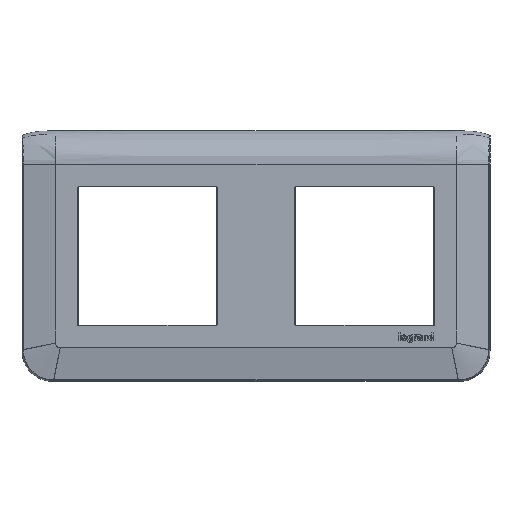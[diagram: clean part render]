
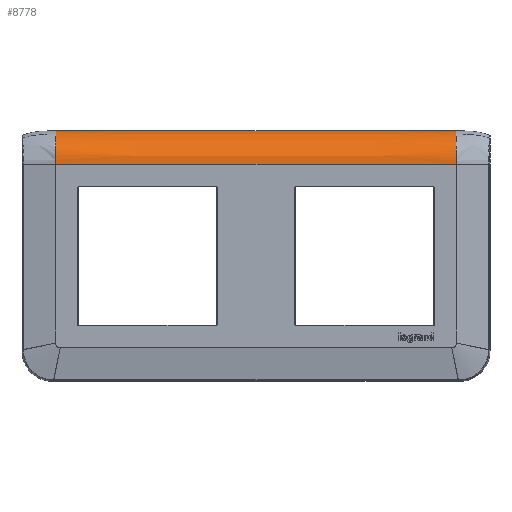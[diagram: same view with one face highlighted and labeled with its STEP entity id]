
A CAD part, top view. The second image highlights one B-rep face of the part: STEP entity #8778.
In plain terms, the highlighted face is a extrusion surface.
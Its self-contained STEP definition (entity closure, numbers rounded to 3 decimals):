
#2296=CARTESIAN_POINT('Line Origine',(35.5,30.,8.5)) ;
#2300=CARTESIAN_POINT('Vertex',(-29.983,30.,8.5)) ;
#2302=CARTESIAN_POINT('Vertex',(100.983,30.,8.5)) ;
#5172=CARTESIAN_POINT('Vertex',(-30.,41.,0.)) ;
#5175=CARTESIAN_POINT('Line Origine',(35.5,41.,0.)) ;
#5179=CARTESIAN_POINT('Vertex',(101.,41.,0.)) ;
#7067=CARTESIAN_POINT('Vertex',(101.,39.833,2.755)) ;
#8183=CARTESIAN_POINT('Control Point',(101.,39.834,2.755)) ;
#8184=CARTESIAN_POINT('Control Point',(101.,40.135,2.234)) ;
#8185=CARTESIAN_POINT('Control Point',(101.,40.406,1.696)) ;
#8186=CARTESIAN_POINT('Control Point',(101.,40.645,1.143)) ;
#8187=CARTESIAN_POINT('Control Point',(101.,40.845,0.578)) ;
#8188=CARTESIAN_POINT('Control Point',(101.,41.,0.)) ;
#8308=CARTESIAN_POINT('Control Point',(101.,39.834,2.756)) ;
#8309=CARTESIAN_POINT('Control Point',(100.999,39.463,3.392)) ;
#8310=CARTESIAN_POINT('Control Point',(100.998,39.05,4.014)) ;
#8311=CARTESIAN_POINT('Control Point',(100.998,38.589,4.608)) ;
#8312=CARTESIAN_POINT('Control Point',(100.996,37.939,5.342)) ;
#8313=CARTESIAN_POINT('Control Point',(100.994,37.236,5.998)) ;
#8314=CARTESIAN_POINT('Control Point',(100.994,37.054,6.159)) ;
#8315=CARTESIAN_POINT('Control Point',(100.991,36.319,6.777)) ;
#8316=CARTESIAN_POINT('Control Point',(100.989,35.53,7.305)) ;
#8317=CARTESIAN_POINT('Control Point',(100.987,34.911,7.641)) ;
#8318=CARTESIAN_POINT('Control Point',(100.985,33.831,8.089)) ;
#8319=CARTESIAN_POINT('Control Point',(100.984,32.695,8.343)) ;
#8320=CARTESIAN_POINT('Control Point',(100.983,32.226,8.414)) ;
#8321=CARTESIAN_POINT('Control Point',(100.983,31.502,8.477)) ;
#8322=CARTESIAN_POINT('Control Point',(100.983,30.771,8.497)) ;
#8323=CARTESIAN_POINT('Control Point',(100.983,30.515,8.501)) ;
#8324=CARTESIAN_POINT('Control Point',(100.983,30.258,8.501)) ;
#8325=CARTESIAN_POINT('Control Point',(100.983,30.,8.5)) ;
#8736=CARTESIAN_POINT('Control Point',(35.5,30.,8.5)) ;
#8737=CARTESIAN_POINT('Control Point',(35.5,32.78,8.5)) ;
#8738=CARTESIAN_POINT('Control Point',(35.5,35.561,8.5)) ;
#8739=CARTESIAN_POINT('Control Point',(35.5,38.467,5.519)) ;
#8740=CARTESIAN_POINT('Control Point',(35.5,40.28,2.686)) ;
#8741=CARTESIAN_POINT('Control Point',(35.5,41.,0.)) ;
#8746=CARTESIAN_POINT('Control Point',(-30.,39.833,2.755)) ;
#8747=CARTESIAN_POINT('Control Point',(-30.,40.346,1.867)) ;
#8748=CARTESIAN_POINT('Control Point',(-30.,40.749,0.935)) ;
#8749=CARTESIAN_POINT('Control Point',(-30.,41.,0.)) ;
#8750=CARTESIAN_POINT('Vertex',(-30.,39.833,2.755)) ;
#8754=CARTESIAN_POINT('Control Point',(-30.,39.833,2.755)) ;
#8755=CARTESIAN_POINT('Control Point',(-29.999,39.449,3.421)) ;
#8756=CARTESIAN_POINT('Control Point',(-29.998,39.006,4.078)) ;
#8757=CARTESIAN_POINT('Control Point',(-29.998,38.501,4.722)) ;
#8758=CARTESIAN_POINT('Control Point',(-29.996,37.679,5.628)) ;
#8759=CARTESIAN_POINT('Control Point',(-29.993,36.757,6.419)) ;
#8760=CARTESIAN_POINT('Control Point',(-29.992,36.422,6.68)) ;
#8761=CARTESIAN_POINT('Control Point',(-29.989,35.564,7.281)) ;
#8762=CARTESIAN_POINT('Control Point',(-29.987,34.644,7.755)) ;
#8763=CARTESIAN_POINT('Control Point',(-29.985,34.077,7.985)) ;
#8764=CARTESIAN_POINT('Control Point',(-29.984,32.929,8.329)) ;
#8765=CARTESIAN_POINT('Control Point',(-29.983,31.755,8.472)) ;
#8766=CARTESIAN_POINT('Control Point',(-29.983,31.169,8.5)) ;
#8767=CARTESIAN_POINT('Control Point',(-29.983,30.584,8.5)) ;
#8768=CARTESIAN_POINT('Control Point',(-29.983,30.,8.5)) ;
#2297=DIRECTION('Vector Direction',(1.,0.,0.)) ;
#5176=DIRECTION('Vector Direction',(1.,0.,0.)) ;
#8742=DIRECTION('Vector Direction',(1.,0.,0.)) ;
#2298=VECTOR('Line Direction',#2297,1.) ;
#5177=VECTOR('Line Direction',#5176,1.) ;
#8743=VECTOR('Extrusion Surface Vector',#8742,1.) ;
#8771=ORIENTED_EDGE('',*,*,#8189,.T.) ;
#8772=ORIENTED_EDGE('',*,*,#5181,.F.) ;
#8773=ORIENTED_EDGE('',*,*,#8752,.F.) ;
#8774=ORIENTED_EDGE('',*,*,#8769,.T.) ;
#8775=ORIENTED_EDGE('',*,*,#2304,.T.) ;
#8776=ORIENTED_EDGE('',*,*,#8326,.T.) ;
#8778=ADVANCED_FACE('ABS',(#8777),#8744,.F.) ;
#8182=B_SPLINE_CURVE_WITH_KNOTS('',5,(#8183,#8184,#8185,#8186,#8187,#8188),.UNSPECIFIED.,.F.,.U.,(6,6),(11.408,14.157),.UNSPECIFIED.) ;
#8307=B_SPLINE_CURVE_WITH_KNOTS('',5,(#8308,#8309,#8310,#8311,#8312,#8313,#8314,#8315,#8316,#8317,#8318,#8319,#8320,#8321,#8322,#8323,#8324,#8325),.UNSPECIFIED.,.F.,.U.,(6,3,3,3,3,6),(0.,5.732,7.684,13.457,17.339,19.435),.UNSPECIFIED.) ;
#8735=B_SPLINE_CURVE_WITH_KNOTS('',5,(#8736,#8737,#8738,#8739,#8740,#8741),.UNSPECIFIED.,.F.,.U.,(6,6),(0.,13.901),.UNSPECIFIED.) ;
#8745=B_SPLINE_CURVE_WITH_KNOTS('',3,(#8746,#8747,#8748,#8749),.UNSPECIFIED.,.F.,.U.,(4,4),(16.395,20.504),.UNSPECIFIED.) ;
#8753=B_SPLINE_CURVE_WITH_KNOTS('',5,(#8754,#8755,#8756,#8757,#8758,#8759,#8760,#8761,#8762,#8763,#8764,#8765,#8766,#8767,#8768),.UNSPECIFIED.,.F.,.U.,(6,3,3,3,6),(0.,5.041,7.775,11.8,15.777),.UNSPECIFIED.) ;
#2304=EDGE_CURVE('',#2301,#2303,#2299,.T.) ;
#5181=EDGE_CURVE('',#5173,#5180,#5178,.T.) ;
#8189=EDGE_CURVE('',#7068,#5180,#8182,.T.) ;
#8326=EDGE_CURVE('',#2303,#7068,#8307,.F.) ;
#8752=EDGE_CURVE('',#8751,#5173,#8745,.T.) ;
#8769=EDGE_CURVE('',#8751,#2301,#8753,.T.) ;
#8770=EDGE_LOOP('',(#8771,#8772,#8773,#8774,#8775,#8776)) ;
#8777=FACE_OUTER_BOUND('',#8770,.T.) ;
#2299=LINE('Line',#2296,#2298) ;
#5178=LINE('Line',#5175,#5177) ;
#8744=SURFACE_OF_LINEAR_EXTRUSION('generated tabulated cylinder',#8735,#8743) ;
#2301=VERTEX_POINT('',#2300) ;
#2303=VERTEX_POINT('',#2302) ;
#5173=VERTEX_POINT('',#5172) ;
#5180=VERTEX_POINT('',#5179) ;
#7068=VERTEX_POINT('',#7067) ;
#8751=VERTEX_POINT('',#8750) ;
